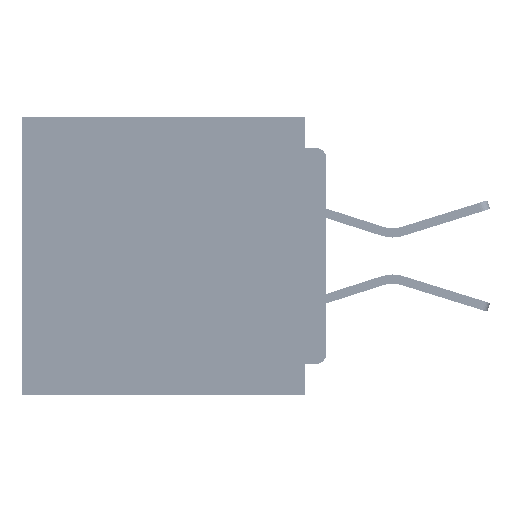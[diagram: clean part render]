
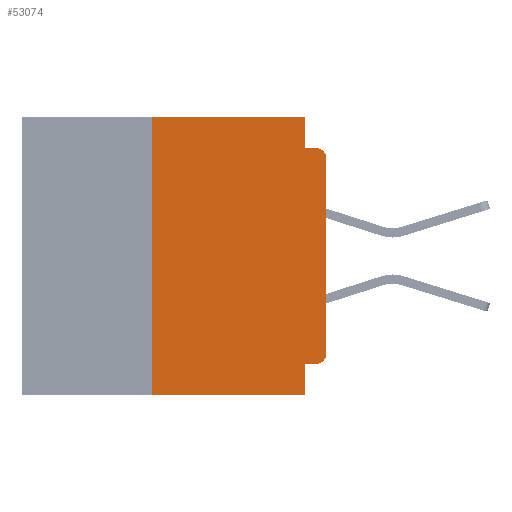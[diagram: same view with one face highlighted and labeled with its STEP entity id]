
A CAD part, left-side view. The second image highlights one B-rep face of the part: STEP entity #53074.
In plain terms, the highlighted planar face has unit normal (-1, 0, 0).
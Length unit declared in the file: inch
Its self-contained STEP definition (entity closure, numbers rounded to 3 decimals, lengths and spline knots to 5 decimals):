
#127 = VECTOR ( 'NONE', #43254, 39.37008 ) ;
#742 = VECTOR ( 'NONE', #48372, 39.37008 ) ;
#2022 = VERTEX_POINT ( 'NONE', #32631 ) ;
#3638 = VERTEX_POINT ( 'NONE', #67969 ) ;
#5070 = CARTESIAN_POINT ( 'NONE',  ( 0., 0., -0.045 ) ) ;
#5326 = CARTESIAN_POINT ( 'NONE',  ( 0., 0.437, 0. ) ) ;
#6305 = LINE ( 'NONE', #22982, #18912 ) ;
#9201 = CARTESIAN_POINT ( 'NONE',  ( 0., 0.015, -0.34 ) ) ;
#9687 = DIRECTION ( 'NONE',  ( 0., 0., -1. ) ) ;
#10484 = DIRECTION ( 'NONE',  ( 0., -1., 0. ) ) ;
#10822 = VERTEX_POINT ( 'NONE', #43663 ) ;
#10981 = CARTESIAN_POINT ( 'NONE',  ( 0., 0.031, 0. ) ) ;
#11127 = ORIENTED_EDGE ( 'NONE', *, *, #38257, .F. ) ;
#12387 = DIRECTION ( 'NONE',  ( 0., 0., 1. ) ) ;
#12555 = AXIS2_PLACEMENT_3D ( 'NONE', #57915, #41946, #9687 ) ;
#12858 = EDGE_LOOP ( 'NONE', ( #60121, #45313, #43495, #11127, #63675, #44681, #44583, #30331, #42587, #54213 ) ) ;
#13312 = VECTOR ( 'NONE', #21079, 39.37008 ) ;
#13356 = EDGE_CURVE ( 'NONE', #27963, #32940, #28411, .T. ) ;
#14040 = VECTOR ( 'NONE', #35386, 39.37008 ) ;
#14482 = LINE ( 'NONE', #21601, #127 ) ;
#14612 = DIRECTION ( 'NONE',  ( 0., 0., -1. ) ) ;
#16750 = LINE ( 'NONE', #5326, #742 ) ;
#18366 = FACE_OUTER_BOUND ( 'NONE', #12858, .T. ) ;
#18578 = EDGE_CURVE ( 'NONE', #30743, #10822, #16750, .T. ) ;
#18912 = VECTOR ( 'NONE', #12387, 39.37008 ) ;
#18992 = EDGE_CURVE ( 'NONE', #64078, #32088, #27696, .T. ) ;
#21079 = DIRECTION ( 'NONE',  ( 0., 1., 0. ) ) ;
#21601 = CARTESIAN_POINT ( 'NONE',  ( 0., 0.031, -0.4 ) ) ;
#22982 = CARTESIAN_POINT ( 'NONE',  ( 0., 0., 0. ) ) ;
#23929 = LINE ( 'NONE', #25905, #50912 ) ;
#25905 = CARTESIAN_POINT ( 'NONE',  ( 0., 0.25, -0.4 ) ) ;
#26178 = CIRCLE ( 'NONE', #62941, 0.015 ) ;
#27139 = VECTOR ( 'NONE', #54063, 39.37008 ) ;
#27696 = LINE ( 'NONE', #42470, #13312 ) ;
#27963 = VERTEX_POINT ( 'NONE', #51704 ) ;
#28411 = LINE ( 'NONE', #35162, #14040 ) ;
#28868 = LINE ( 'NONE', #10981, #27139 ) ;
#29921 = EDGE_CURVE ( 'NONE', #53594, #48260, #49512, .T. ) ;
#30331 = ORIENTED_EDGE ( 'NONE', *, *, #38244, .F. ) ;
#30554 = DIRECTION ( 'NONE',  ( -1., 0., 0. ) ) ;
#30743 = VERTEX_POINT ( 'NONE', #31879 ) ;
#31667 = EDGE_CURVE ( 'NONE', #3638, #53594, #6305, .T. ) ;
#31879 = CARTESIAN_POINT ( 'NONE',  ( 0., 0.25, 0. ) ) ;
#32088 = VERTEX_POINT ( 'NONE', #42911 ) ;
#32631 = CARTESIAN_POINT ( 'NONE',  ( 0., 0.031, -0.045 ) ) ;
#32940 = VERTEX_POINT ( 'NONE', #56448 ) ;
#34366 = EDGE_CURVE ( 'NONE', #64078, #3638, #26178, .T. ) ;
#35104 = CARTESIAN_POINT ( 'NONE',  ( 0., 0.015, -0.355 ) ) ;
#35162 = CARTESIAN_POINT ( 'NONE',  ( 0., 0.437, -0.4 ) ) ;
#35386 = DIRECTION ( 'NONE',  ( 0., -1., 0. ) ) ;
#38244 = EDGE_CURVE ( 'NONE', #32088, #32940, #14482, .T. ) ;
#38257 = EDGE_CURVE ( 'NONE', #10822, #2022, #28868, .T. ) ;
#38373 = CARTESIAN_POINT ( 'NONE',  ( 0., 0.015, -0.045 ) ) ;
#41946 = DIRECTION ( 'NONE',  ( 1., 0., 0. ) ) ;
#42470 = CARTESIAN_POINT ( 'NONE',  ( 0., 0., -0.355 ) ) ;
#42587 = ORIENTED_EDGE ( 'NONE', *, *, #18992, .F. ) ;
#42639 = LINE ( 'NONE', #5070, #69477 ) ;
#42911 = CARTESIAN_POINT ( 'NONE',  ( 0., 0.031, -0.355 ) ) ;
#43254 = DIRECTION ( 'NONE',  ( 0., 0., -1. ) ) ;
#43495 = ORIENTED_EDGE ( 'NONE', *, *, #62501, .F. ) ;
#43663 = CARTESIAN_POINT ( 'NONE',  ( 0., 0.031, 0. ) ) ;
#44583 = ORIENTED_EDGE ( 'NONE', *, *, #13356, .T. ) ;
#44681 = ORIENTED_EDGE ( 'NONE', *, *, #63629, .F. ) ;
#45313 = ORIENTED_EDGE ( 'NONE', *, *, #29921, .T. ) ;
#46847 = DIRECTION ( 'NONE',  ( -1., 0., 0. ) ) ;
#48260 = VERTEX_POINT ( 'NONE', #38373 ) ;
#48372 = DIRECTION ( 'NONE',  ( 0., -1., 0. ) ) ;
#49512 = CIRCLE ( 'NONE', #67372, 0.015 ) ;
#50912 = VECTOR ( 'NONE', #58138, 39.37008 ) ;
#51704 = CARTESIAN_POINT ( 'NONE',  ( 0., 0.25, -0.4 ) ) ;
#53074 = ADVANCED_FACE ( 'NONE', ( #18366 ), #68661, .F. ) ;
#53594 = VERTEX_POINT ( 'NONE', #56451 ) ;
#54063 = DIRECTION ( 'NONE',  ( 0., 0., -1. ) ) ;
#54213 = ORIENTED_EDGE ( 'NONE', *, *, #34366, .T. ) ;
#56448 = CARTESIAN_POINT ( 'NONE',  ( 0., 0.031, -0.4 ) ) ;
#56451 = CARTESIAN_POINT ( 'NONE',  ( 0., 0., -0.06 ) ) ;
#57915 = CARTESIAN_POINT ( 'NONE',  ( 0., 0.437, 0. ) ) ;
#58138 = DIRECTION ( 'NONE',  ( 0., 0., 1. ) ) ;
#60121 = ORIENTED_EDGE ( 'NONE', *, *, #31667, .T. ) ;
#62501 = EDGE_CURVE ( 'NONE', #2022, #48260, #42639, .T. ) ;
#62718 = CARTESIAN_POINT ( 'NONE',  ( 0., 0.015, -0.06 ) ) ;
#62941 = AXIS2_PLACEMENT_3D ( 'NONE', #9201, #46847, #14612 ) ;
#63629 = EDGE_CURVE ( 'NONE', #27963, #30743, #23929, .T. ) ;
#63675 = ORIENTED_EDGE ( 'NONE', *, *, #18578, .F. ) ;
#64078 = VERTEX_POINT ( 'NONE', #35104 ) ;
#67372 = AXIS2_PLACEMENT_3D ( 'NONE', #62718, #30554, #68058 ) ;
#67969 = CARTESIAN_POINT ( 'NONE',  ( 0., 0., -0.34 ) ) ;
#68058 = DIRECTION ( 'NONE',  ( 0., 0., -1. ) ) ;
#68661 = PLANE ( 'NONE',  #12555 ) ;
#69477 = VECTOR ( 'NONE', #10484, 39.37008 ) ;
